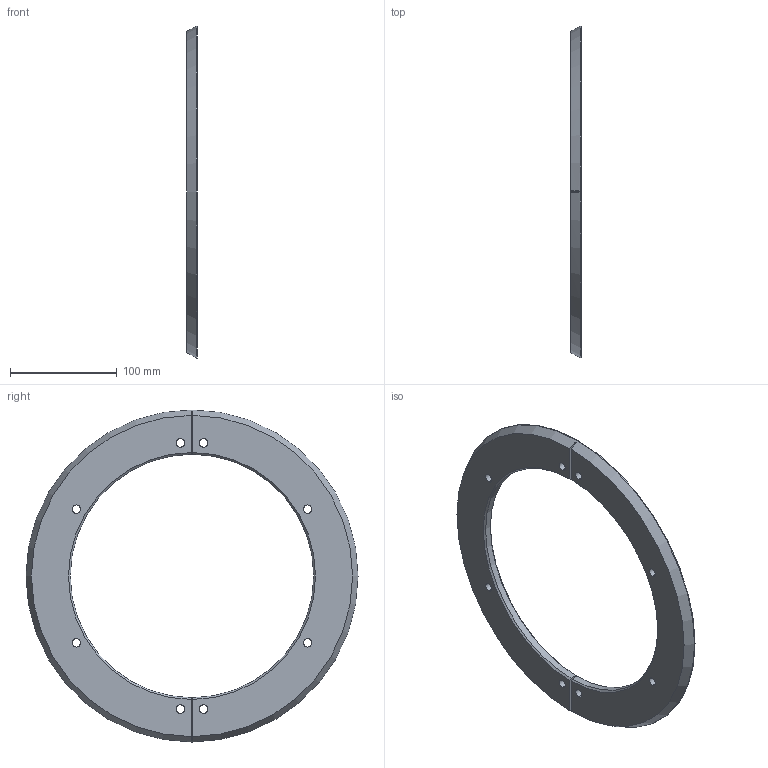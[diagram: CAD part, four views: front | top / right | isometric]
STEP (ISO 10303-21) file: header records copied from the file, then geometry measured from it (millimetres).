
FILE_DESCRIPTION (( 'STEP AP203' ), '1' );
FILE_NAME ('G953.STEP', '2022-04-27T15:21:53', ( '' ), ( '' ), 'SwSTEP 2.0', 'SolidWorks 2020', '' );
FILE_SCHEMA (( 'CONFIG_CONTROL_DESIGN' ));
Length unit declared in the file: inch
Products named in the file (1): G953
Bounding box: 9.53 x 311.66 x 311.66 mm (x, y, z)
Volume: 302767.2 mm3; surface area: 84877.2 mm2
Topology: 1 solids, 1 shells, 43 faces, 114 edges, 72 vertices
Faces by surface type: cylinder 20, cone 12, plane 9, torus 2
Entity records: 1479 total; most frequent: DIRECTION 258, CARTESIAN_POINT 254, ORIENTED_EDGE 228, EDGE_CURVE 114, AXIS2_PLACEMENT_3D 108, VERTEX_POINT 72, CIRCLE 64, EDGE_LOOP 60
